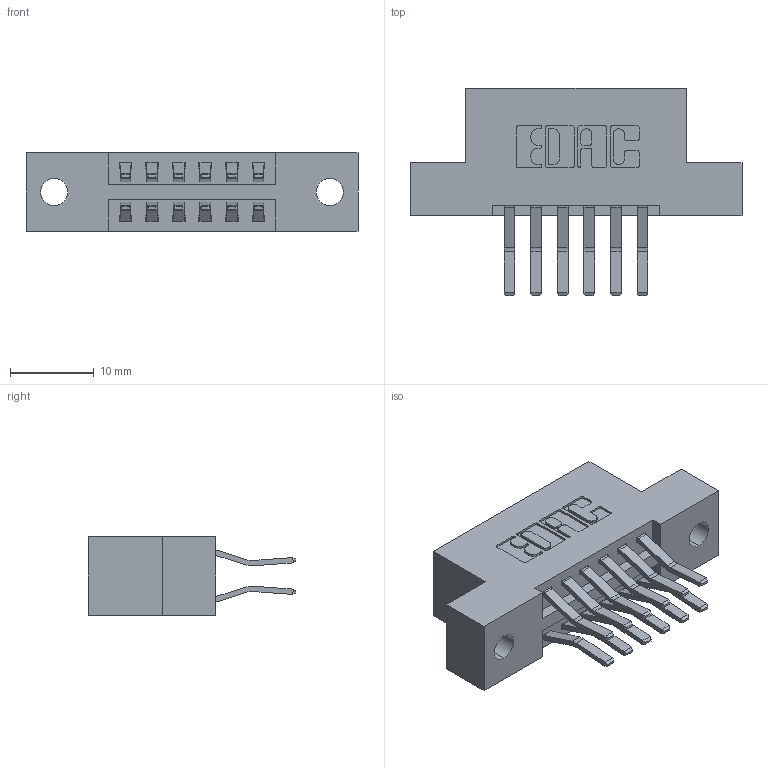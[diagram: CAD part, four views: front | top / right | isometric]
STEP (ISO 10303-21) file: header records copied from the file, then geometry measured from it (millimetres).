
FILE_DESCRIPTION (( 'STEP AP203' ), '1' );
FILE_NAME ('396-012-560-202.STEP', '2019-10-29T19:43:37', ( '' ), ( '' ), 'SwSTEP 2.0', 'SolidWorks 2016', '' );
FILE_SCHEMA (( 'CONFIG_CONTROL_DESIGN' ));
Length unit declared in the file: inch
Products named in the file (3): 345-292-001_560 Tail; 346 Part_Flush Mounting Lugs - 0.128 Dia; 396-012-560-202
Assembly tree (13 placements, depth 2):
  396-012-560-202
    346 Part_Flush Mounting Lugs - 0.128 Dia
    345-292-001_560 Tail  x12
Bounding box: 39.62 x 24.78 x 9.4 mm (x, y, z)
Volume: 3626.2 mm3; surface area: 4359.2 mm2
Topology: 13 solids, 13 shells, 770 faces, 2261 edges, 1490 vertices
Faces by surface type: plane 496, cylinder 274
Entity records: 8853 total; most frequent: CARTESIAN_POINT 1508, ORIENTED_EDGE 1442, DIRECTION 1385, EDGE_CURVE 721, LINE 561, VECTOR 561, VERTEX_POINT 478, AXIS2_PLACEMENT_3D 412
